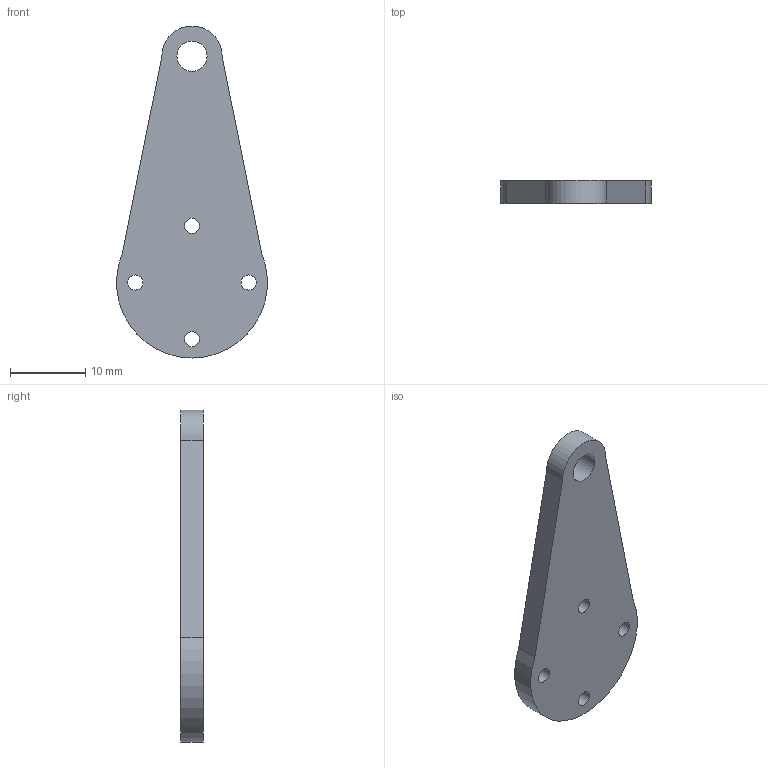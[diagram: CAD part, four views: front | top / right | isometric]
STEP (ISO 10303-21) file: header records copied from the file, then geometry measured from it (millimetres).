
FILE_DESCRIPTION(('HOOPS Exchange Step'),'2;1');
FILE_NAME('extra-1-conversion.step','2023-05-20T16:40:23+00:00',('root'),('Unknown organisation'),'HOOPS Exchange 2023.1','HOOPS Exchange','Unknown authorisation');
FILE_SCHEMA( ('AP242_MANAGED_MODEL_BASED_3D_ENGINEERING_MIM_LF {1 0 10303 442 1 1 4 }') );
Length unit declared in the file: millimetre
Products named in the file (2): Predeterminado; extra-1-step
Assembly tree (1 placements, depth 2):
  extra-1-step
    Predeterminado
Bounding box: 19.95 x 3 x 44 mm (x, y, z)
Volume: 1734.3 mm3; surface area: 1585 mm2
Topology: 1 solids, 1 shells, 12 faces, 49 edges, 59 vertices
Faces by surface type: cylinder 8, plane 4
Full cylindrical faces by diameter (mm): 2 x4, 4 x1
Entity records: 964 total; most frequent: DIRECTION 176, CARTESIAN_POINT 155, AXIS2_PLACEMENT_3D 80, ORIENTED_EDGE 80, EDGE_CURVE 40, CIRCLE 33, VERTEX_POINT 30, STYLED_ITEM 29
